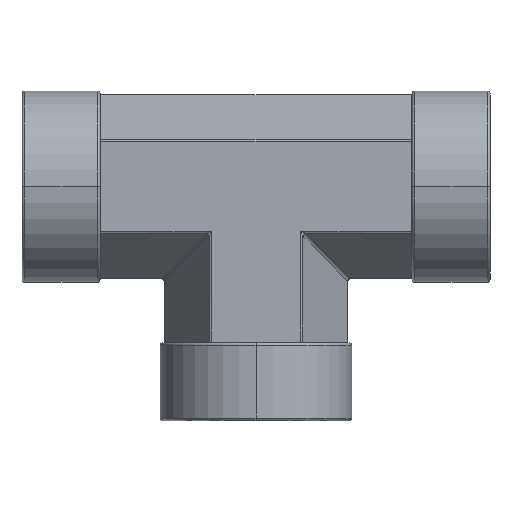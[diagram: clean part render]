
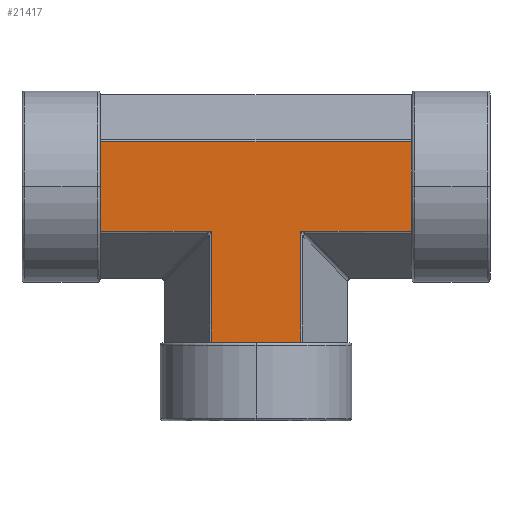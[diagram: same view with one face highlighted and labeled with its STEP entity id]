
A CAD part, top view. The second image highlights one B-rep face of the part: STEP entity #21417.
In plain terms, the highlighted planar face has unit normal (0, 0, 1).
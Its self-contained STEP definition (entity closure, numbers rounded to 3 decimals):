
#11277=CARTESIAN_POINT('',(-8.891,-8.891,15.9));
#11290=DIRECTION('',(0.,1.,0.));
#11291=VECTOR('',#11290,22.009);
#11292=CARTESIAN_POINT('',(8.891,-30.9,15.9));
#11293=LINE('',#11292,#11291);
#11297=DIRECTION('',(-1.,0.,0.));
#11298=VECTOR('',#11297,17.782);
#11299=CARTESIAN_POINT('',(8.891,-30.9,15.9));
#11300=LINE('',#11299,#11298);
#11304=DIRECTION('',(0.,1.,0.));
#11305=VECTOR('',#11304,22.009);
#11306=CARTESIAN_POINT('',(-8.891,-30.9,15.9));
#11307=LINE('',#11306,#11305);
#11311=DIRECTION('',(1.,0.,0.));
#11312=VECTOR('',#11311,22.009);
#11313=CARTESIAN_POINT('',(-30.9,-8.891,15.9));
#11314=LINE('',#11313,#11312);
#11318=DIRECTION('',(0.,1.,0.));
#11319=VECTOR('',#11318,17.782);
#11320=CARTESIAN_POINT('',(-30.9,-8.891,15.9));
#11321=LINE('',#11320,#11319);
#11325=DIRECTION('',(1.,0.,0.));
#11326=VECTOR('',#11325,61.8);
#11327=CARTESIAN_POINT('',(-30.9,8.891,15.9));
#11328=LINE('',#11327,#11326);
#11332=DIRECTION('',(0.,-1.,0.));
#11333=VECTOR('',#11332,17.782);
#11334=CARTESIAN_POINT('',(30.9,8.891,15.9));
#11335=LINE('',#11334,#11333);
#11339=DIRECTION('',(-1.,0.,0.));
#11340=VECTOR('',#11339,22.009);
#11341=CARTESIAN_POINT('',(30.9,-8.891,15.9));
#11342=LINE('',#11341,#11340);
#11389=CARTESIAN_POINT('',(8.891,-8.891,15.9));
#14611=CARTESIAN_POINT('',(-30.9,-8.891,15.9));
#14612=CARTESIAN_POINT('',(-30.9,8.891,15.9));
#14613=VERTEX_POINT('',#14611);
#14614=VERTEX_POINT('',#14612);
#14635=CARTESIAN_POINT('',(30.9,8.891,15.9));
#14636=CARTESIAN_POINT('',(30.9,-8.891,15.9));
#14637=VERTEX_POINT('',#14635);
#14638=VERTEX_POINT('',#14636);
#14659=CARTESIAN_POINT('',(8.891,-30.9,15.9));
#14660=CARTESIAN_POINT('',(-8.891,-30.9,15.9));
#14661=VERTEX_POINT('',#14659);
#14662=VERTEX_POINT('',#14660);
#14713=VERTEX_POINT('',#11389);
#14735=VERTEX_POINT('',#11277);
#21395=CARTESIAN_POINT('',(0.,9.18,15.9));
#21396=DIRECTION('',(0.,0.,1.));
#21397=DIRECTION('',(0.,-1.,0.));
#21398=AXIS2_PLACEMENT_3D('',#21395,#21396,#21397);
#21399=PLANE('',#21398);
#21401=ORIENTED_EDGE('',*,*,#21400,.F.);
#21403=ORIENTED_EDGE('',*,*,#21402,.T.);
#21404=ORIENTED_EDGE('',*,*,#21387,.T.);
#21406=ORIENTED_EDGE('',*,*,#21405,.F.);
#21408=ORIENTED_EDGE('',*,*,#21407,.T.);
#21410=ORIENTED_EDGE('',*,*,#21409,.T.);
#21412=ORIENTED_EDGE('',*,*,#21411,.T.);
#21414=ORIENTED_EDGE('',*,*,#21413,.T.);
#21415=EDGE_LOOP('',(#21401,#21403,#21404,#21406,#21408,#21410,#21412,#21414));
#21416=FACE_OUTER_BOUND('',#21415,.F.);
#21387=EDGE_CURVE('',#14662,#14735,#11307,.T.);
#21400=EDGE_CURVE('',#14661,#14713,#11293,.T.);
#21402=EDGE_CURVE('',#14661,#14662,#11300,.T.);
#21405=EDGE_CURVE('',#14613,#14735,#11314,.T.);
#21407=EDGE_CURVE('',#14613,#14614,#11321,.T.);
#21409=EDGE_CURVE('',#14614,#14637,#11328,.T.);
#21411=EDGE_CURVE('',#14637,#14638,#11335,.T.);
#21413=EDGE_CURVE('',#14638,#14713,#11342,.T.);
#21417=ADVANCED_FACE('',(#21416),#21399,.T.);
